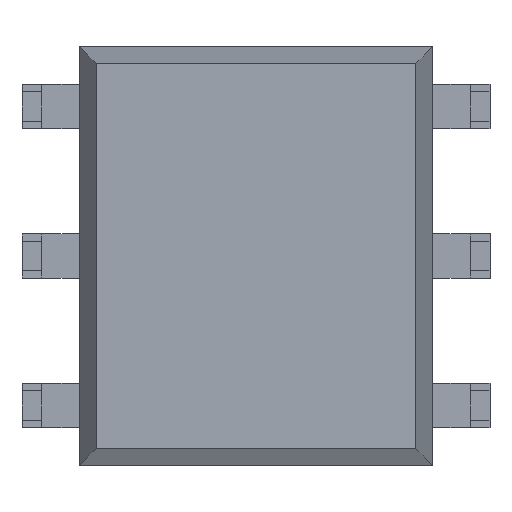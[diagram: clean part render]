
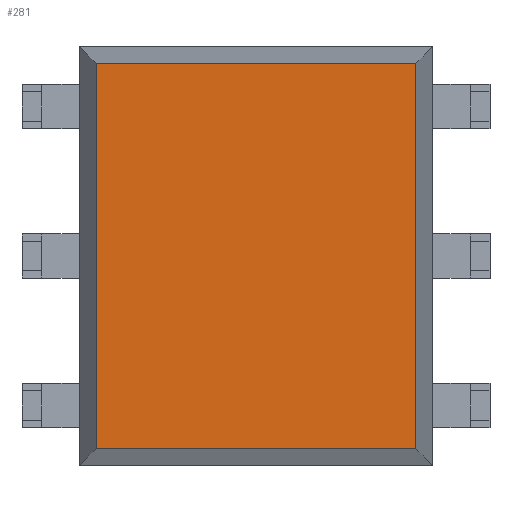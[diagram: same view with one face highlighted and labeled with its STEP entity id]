
A CAD part, front view. The second image highlights one B-rep face of the part: STEP entity #281.
In plain terms, the highlighted planar face has unit normal (0, -1, 0).
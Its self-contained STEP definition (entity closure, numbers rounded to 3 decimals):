
#13=DIRECTION('',(0.,0.,1.));
#14=DIRECTION('',(1.,0.,0.));
#51=VECTOR('',#52,1.);
#52=DIRECTION('',(0.,0.,1.));
#74=VECTOR('',#75,1.);
#75=DIRECTION('',(-1.,0.,0.));
#119=VERTEX_POINT('',#120);
#120=CARTESIAN_POINT('',(2.712,0.4,-3.272));
#128=VERTEX_POINT('',#129);
#129=CARTESIAN_POINT('',(2.712,0.4,3.272));
#134=ORIENTED_EDGE('',*,*,#135,.F.);
#135=EDGE_CURVE('',#119,#128,#136,.T.);
#136=LINE('',#120,#51);
#151=VECTOR('',#14,1.);
#163=DIRECTION('',(0.,0.,-1.));
#187=ORIENTED_EDGE('',*,*,#188,.F.);
#188=EDGE_CURVE('',#128,#189,#191,.T.);
#189=VERTEX_POINT('',#190);
#190=CARTESIAN_POINT('',(-2.712,0.4,3.272));
#191=LINE('',#192,#74);
#192=CARTESIAN_POINT('',(3.,0.4,3.272));
#213=VECTOR('',#163,1.);
#260=DIRECTION('',(0.,1.,0.));
#264=ORIENTED_EDGE('',*,*,#265,.F.);
#265=EDGE_CURVE('',#266,#119,#268,.T.);
#266=VERTEX_POINT('',#267);
#267=CARTESIAN_POINT('',(-2.712,0.4,-3.272));
#268=LINE('',#269,#151);
#269=CARTESIAN_POINT('',(-3.,0.4,-3.272));
#281=ADVANCED_FACE('',(#282),#288,.F.);
#282=FACE_BOUND('',#283,.F.);
#283=EDGE_LOOP('',(#264,#284,#187,#134));
#284=ORIENTED_EDGE('',*,*,#285,.F.);
#285=EDGE_CURVE('',#189,#266,#286,.T.);
#286=LINE('',#287,#213);
#287=CARTESIAN_POINT('',(-2.712,0.4,3.56));
#288=PLANE('',#289);
#289=AXIS2_PLACEMENT_3D('',#290,#260,#13);
#290=CARTESIAN_POINT('',(0.,0.4,0.));
